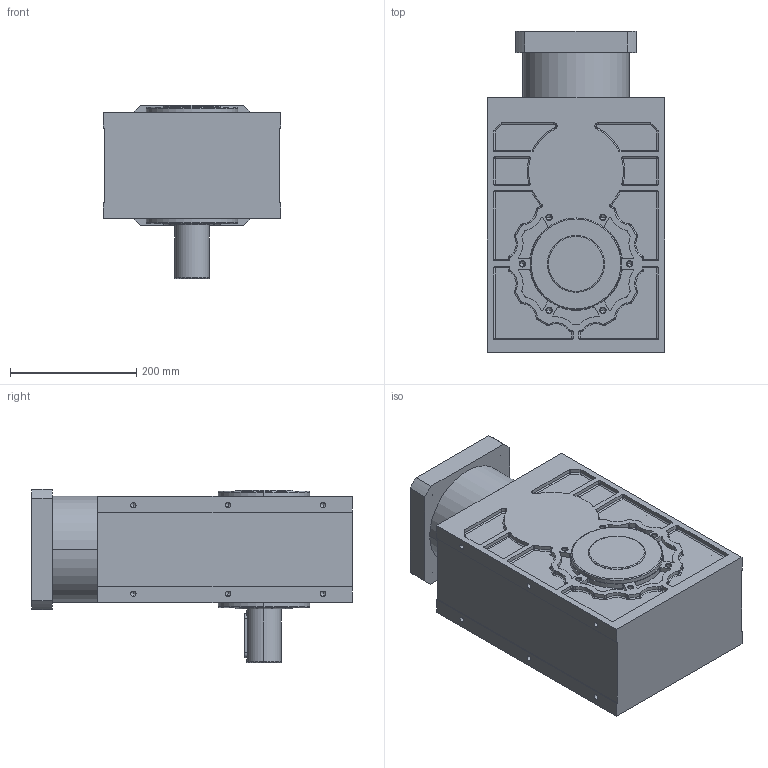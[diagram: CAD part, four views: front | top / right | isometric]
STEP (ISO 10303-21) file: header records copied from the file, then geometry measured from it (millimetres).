
FILE_DESCRIPTION((''),'2;1');
FILE_NAME('AT280-S2-190','2022-06-27T10:36:49',('Administrator'),(''),'CREO PARAMETRIC BY PTC INC, 2019010','CREO PARAMETRIC BY PTC INC, 2019010','');
FILE_SCHEMA(('CONFIG_CONTROL_DESIGN'));
Length unit declared in the file: millimetre
Products named in the file (1): AT280-S2-190
Bounding box: 280 x 507.5 x 274 mm (x, y, z)
Volume: 20861642.3 mm3; surface area: 676281.3 mm2
Topology: 1 solids, 1 shells, 888 faces, 2258 edges, 1307 vertices
Faces by surface type: cylinder 444, plane 182, torus 98, cone 84, sphere 72, bspline 8
Entity records: 26126 total; most frequent: DIRECTION 5012, CARTESIAN_POINT 4596, ORIENTED_EDGE 4256, EDGE_CURVE 2128, AXIS2_PLACEMENT_3D 2033, VERTEX_POINT 1307, CIRCLE 1153, EDGE_LOOP 953
